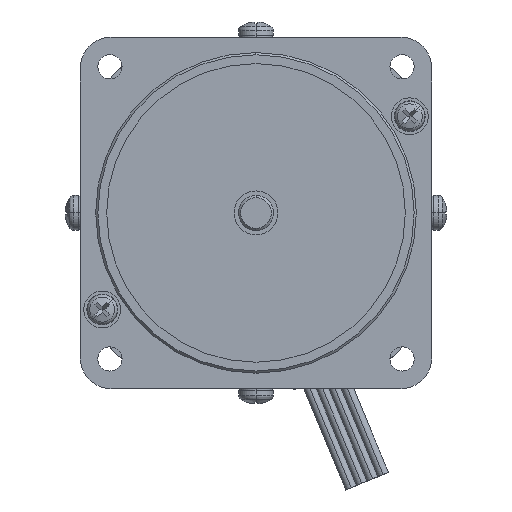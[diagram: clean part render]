
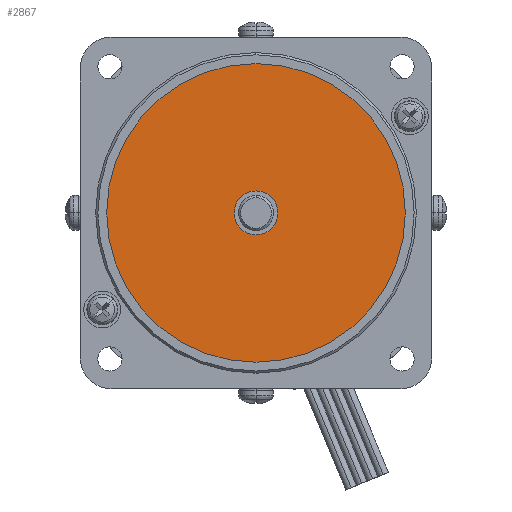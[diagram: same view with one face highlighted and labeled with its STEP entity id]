
A CAD part, left-side view. The second image highlights one B-rep face of the part: STEP entity #2867.
In plain terms, the highlighted planar face has unit normal (-1, 0, 0).
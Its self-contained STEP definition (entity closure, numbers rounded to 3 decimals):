
#1947=CARTESIAN_POINT('POINT15251',(0.,0.,
   5.));
#1948=VERTEX_POINT('VERTEX15251',#1947);
#1955=CARTESIAN_POINT('POINT15252',(0.,
   0.,-5.));
#1956=VERTEX_POINT('VERTEX15252',#1955);
#1957=CARTESIAN_POINT('POS21249',(0.,0.,0.));
#1958=DIRECTION('DIR31928',(1.,0.,0.));
#1959=DIRECTION('DIR31929',(0.,0.,1.));
#1960=AXIS2_PLACEMENT_3D('AXIS10680',#1957,#1958,#1959);
#1961=CIRCLE('ELLIPSE4650',#1960,5.);
#1962=EDGE_CURVE('EDGE24514',#1956,#1948,#1961,.T.);
#1982=EDGE_CURVE('EDGE24516',#1948,#1956,#1961,.T.);
#2843=ORIENTED_EDGE('COEDGE49151',*,*,#1982,.T.);
#2844=ORIENTED_EDGE('COEDGE49152',*,*,#1962,.T.);
#2845=EDGE_LOOP('NONE',(#2843,#2844));
#2846=FACE_BOUND('LOOP1',#2845,.T.);
#2847=CARTESIAN_POINT('POINT15299',(0.,0.,
   34.));
#2848=VERTEX_POINT('VERTEX15299',#2847);
#2849=CARTESIAN_POINT('POINT15300',(0.,
   0.,-34.));
#2850=VERTEX_POINT('VERTEX15300',#2849);
#2851=CARTESIAN_POINT('POS21316',(0.,0.,0.));
#2852=DIRECTION('DIR32029',(1.,0.,0.));
#2853=DIRECTION('DIR32030',(0.,0.,1.));
#2854=AXIS2_PLACEMENT_3D('AXIS10714',#2851,#2852,#2853);
#2855=CIRCLE('ELLIPSE4663',#2854,34.);
#2856=EDGE_CURVE('EDGE24593',#2848,#2850,#2855,.T.);
#2857=ORIENTED_EDGE('COEDGE49153',*,*,#2856,.F.);
#2858=EDGE_CURVE('EDGE24594',#2850,#2848,#2855,.T.);
#2859=ORIENTED_EDGE('COEDGE49154',*,*,#2858,.F.);
#2860=EDGE_LOOP('NONE',(#2857,#2859));
#2861=FACE_BOUND('LOOP1',#2860,.T.);
#2862=CARTESIAN_POINT('POS21317',(0.,0.,0.));
#2863=DIRECTION('DIR32031',(1.,0.,0.));
#2864=DIRECTION('DIR32032',(0.,1.,0.));
#2865=AXIS2_PLACEMENT_3D('AXIS10715',#2862,#2863,#2864);
#2866=PLANE('PLANE4208',#2865);
#2867=ADVANCED_FACE('FACE10109',(#2846,#2861),#2866,.F.);
